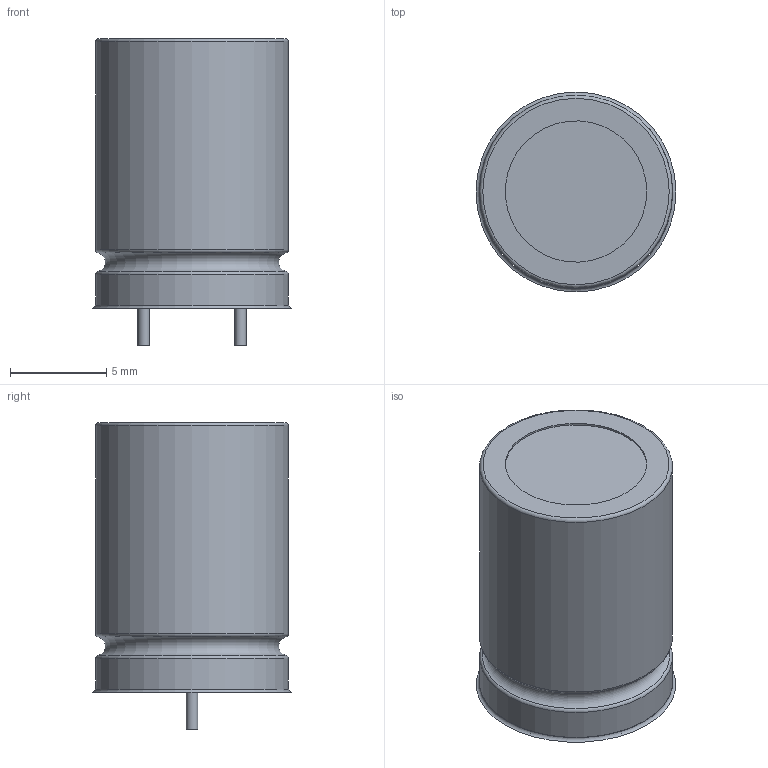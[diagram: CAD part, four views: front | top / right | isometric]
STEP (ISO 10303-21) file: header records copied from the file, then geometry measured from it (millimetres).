
FILE_DESCRIPTION(/* description */ (''),/* implementation_level */ '2;1');
FILE_NAME(/* name */ 'Cap=12_5-14.step',/* time_stamp */ '2022-05-10T07:39:54-04:00',/* author */ (''),/* organization */ (''),/* preprocessor_version */ 'ST-DEVELOPER v18.1',/* originating_system */ 'Autodesk Translation Framework v10.14.0.1471',/* authorisation */ '');
FILE_SCHEMA (('AUTOMOTIVE_DESIGN { 1 0 10303 214 3 1 1 }'));
Length unit declared in the file: inch
Products named in the file (1): Model
Bounding box: 10.37 x 10.37 x 15.92 mm (x, y, z)
Volume: 1083.8 mm3; surface area: 660.3 mm2
Topology: 11 solids, 11 shells, 73 faces, 140 edges, 91 vertices
Faces by surface type: plane 42, cylinder 25, torus 6
Full cylindrical faces by diameter (mm): 0.6 x2, 10 x2, 10.04 x1
Entity records: 1909 total; most frequent: DIRECTION 349, CARTESIAN_POINT 305, ORIENTED_EDGE 280, EDGE_CURVE 140, AXIS2_PLACEMENT_3D 135, VERTEX_POINT 91, LINE 79, VECTOR 79
